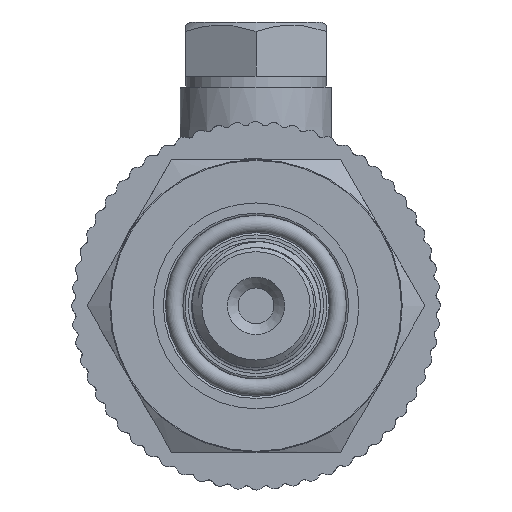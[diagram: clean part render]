
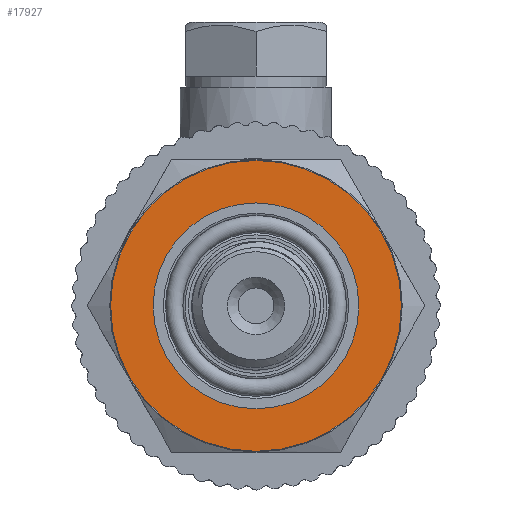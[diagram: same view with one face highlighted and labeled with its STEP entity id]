
A CAD part, left-side view. The second image highlights one B-rep face of the part: STEP entity #17927.
In plain terms, the highlighted planar face has unit normal (-1, 0, 0).
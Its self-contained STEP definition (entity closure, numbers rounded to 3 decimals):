
#153=PLANE('',#18881);
#787=FACE_BOUND('',#2237,.T.);
#1202=FACE_OUTER_BOUND('',#2236,.T.);
#2236=EDGE_LOOP('',(#13444));
#2237=EDGE_LOOP('',(#13445));
#3048=CIRCLE('',#18882,13.425);
#3049=CIRCLE('',#18883,9.5);
#7471=VERTEX_POINT('',#41575);
#7472=VERTEX_POINT('',#41577);
#9696=EDGE_CURVE('',#7471,#7471,#3048,.T.);
#9697=EDGE_CURVE('',#7472,#7472,#3049,.T.);
#13444=ORIENTED_EDGE('',*,*,#9696,.F.);
#13445=ORIENTED_EDGE('',*,*,#9697,.T.);
#17927=ADVANCED_FACE('',(#1202,#787),#153,.F.);
#18881=AXIS2_PLACEMENT_3D('',#41574,#20669,#20670);
#18882=AXIS2_PLACEMENT_3D('',#41576,#20671,#20672);
#18883=AXIS2_PLACEMENT_3D('',#41578,#20673,#20674);
#20669=DIRECTION('center_axis',(1.,0.,0.));
#20670=DIRECTION('ref_axis',(0.,0.,-1.));
#20671=DIRECTION('center_axis',(1.,0.,0.));
#20672=DIRECTION('ref_axis',(0.,1.,0.));
#20673=DIRECTION('center_axis',(1.,0.,0.));
#20674=DIRECTION('ref_axis',(0.,0.,-1.));
#41574=CARTESIAN_POINT('Origin',(-48.,9.5,0.));
#41575=CARTESIAN_POINT('',(-48.,-13.425,0.));
#41576=CARTESIAN_POINT('Origin',(-48.,0.,0.));
#41577=CARTESIAN_POINT('',(-48.,-9.5,0.));
#41578=CARTESIAN_POINT('Origin',(-48.,0.,0.));
